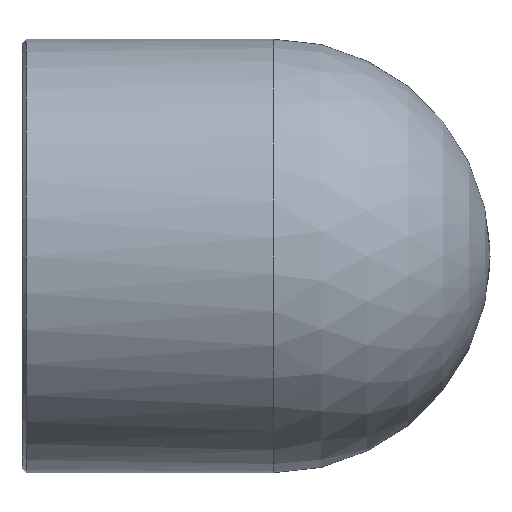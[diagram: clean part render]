
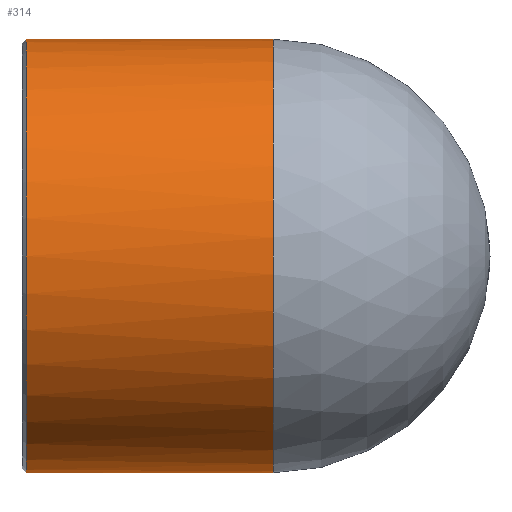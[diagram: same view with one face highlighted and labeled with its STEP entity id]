
A CAD part, left-side view. The second image highlights one B-rep face of the part: STEP entity #314.
In plain terms, the highlighted cylindrical face has radius 25.5 mm (diameter 51 mm), a full revolution.
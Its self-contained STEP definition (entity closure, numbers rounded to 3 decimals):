
#21=B_SPLINE_CURVE_WITH_KNOTS('',3,(#530,#531,#532,#533,#534,#535,#536),
 .UNSPECIFIED.,.F.,.F.,(4,1,1,1,4),(0.,0.628,1.256,
1.884,2.198),.UNSPECIFIED.);
#22=B_SPLINE_CURVE_WITH_KNOTS('',3,(#539,#540,#541,#542,#543,#544,#545),
 .UNSPECIFIED.,.F.,.F.,(4,1,1,1,4),(2.198,2.512,3.14,
3.769,4.397),.UNSPECIFIED.);
#35=CYLINDRICAL_SURFACE('',#366,25.5);
#50=FACE_OUTER_BOUND('',#72,.T.);
#72=EDGE_LOOP('',(#231,#232,#233,#234,#235,#236,#237));
#91=LINE('',#528,#101);
#101=VECTOR('',#434,25.5);
#115=CIRCLE('',#362,25.5);
#116=CIRCLE('',#363,25.5);
#118=CIRCLE('',#367,25.5);
#141=VERTEX_POINT('',#518);
#142=VERTEX_POINT('',#520);
#144=VERTEX_POINT('',#527);
#145=VERTEX_POINT('',#529);
#146=VERTEX_POINT('',#537);
#174=EDGE_CURVE('',#141,#142,#115,.T.);
#175=EDGE_CURVE('',#142,#141,#116,.T.);
#177=EDGE_CURVE('',#142,#144,#91,.T.);
#178=EDGE_CURVE('',#145,#144,#21,.T.);
#179=EDGE_CURVE('',#145,#146,#118,.T.);
#180=EDGE_CURVE('',#144,#146,#22,.T.);
#231=ORIENTED_EDGE('',*,*,#174,.F.);
#232=ORIENTED_EDGE('',*,*,#175,.F.);
#233=ORIENTED_EDGE('',*,*,#177,.T.);
#234=ORIENTED_EDGE('',*,*,#178,.F.);
#235=ORIENTED_EDGE('',*,*,#179,.T.);
#236=ORIENTED_EDGE('',*,*,#180,.F.);
#237=ORIENTED_EDGE('',*,*,#177,.F.);
#314=ADVANCED_FACE('',(#50),#35,.T.);
#362=AXIS2_PLACEMENT_3D('',#521,#424,#425);
#363=AXIS2_PLACEMENT_3D('',#522,#426,#427);
#366=AXIS2_PLACEMENT_3D('',#526,#432,#433);
#367=AXIS2_PLACEMENT_3D('',#538,#435,#436);
#424=DIRECTION('center_axis',(0.,1.,0.));
#425=DIRECTION('ref_axis',(1.,0.,0.));
#426=DIRECTION('center_axis',(0.,1.,0.));
#427=DIRECTION('ref_axis',(1.,0.,0.));
#432=DIRECTION('center_axis',(0.,1.,0.));
#433=DIRECTION('ref_axis',(-1.,0.,0.));
#434=DIRECTION('',(0.,-1.,0.));
#435=DIRECTION('center_axis',(0.,1.,0.));
#436=DIRECTION('ref_axis',(1.,0.,0.));
#518=CARTESIAN_POINT('',(-25.5,37.5,0.));
#520=CARTESIAN_POINT('',(25.5,37.5,0.));
#521=CARTESIAN_POINT('Origin',(0.,37.5,0.));
#522=CARTESIAN_POINT('Origin',(0.,37.5,0.));
#526=CARTESIAN_POINT('Origin',(0.,23.25,0.));
#527=CARTESIAN_POINT('',(25.499,18.999,-0.001));
#528=CARTESIAN_POINT('',(25.5,23.25,0.));
#529=CARTESIAN_POINT('',(20.049,8.5,-15.757));
#530=CARTESIAN_POINT('Ctrl Pts',(20.049,8.5,-15.757));
#531=CARTESIAN_POINT('Ctrl Pts',(20.693,10.266,-14.937));
#532=CARTESIAN_POINT('Ctrl Pts',(22.183,13.451,-12.829));
#533=CARTESIAN_POINT('Ctrl Pts',(24.254,17.04,-8.437));
#534=CARTESIAN_POINT('Ctrl Pts',(25.337,18.744,-3.886));
#535=CARTESIAN_POINT('Ctrl Pts',(25.499,18.999,-0.972));
#536=CARTESIAN_POINT('Ctrl Pts',(25.499,18.998,-0.001));
#537=CARTESIAN_POINT('',(20.049,8.5,15.757));
#538=CARTESIAN_POINT('Origin',(0.,8.5,0.));
#539=CARTESIAN_POINT('Ctrl Pts',(25.499,18.998,0.));
#540=CARTESIAN_POINT('Ctrl Pts',(25.498,18.998,0.971));
#541=CARTESIAN_POINT('Ctrl Pts',(25.335,18.742,3.885));
#542=CARTESIAN_POINT('Ctrl Pts',(24.255,17.041,8.438));
#543=CARTESIAN_POINT('Ctrl Pts',(22.183,13.451,12.828));
#544=CARTESIAN_POINT('Ctrl Pts',(20.693,10.266,14.937));
#545=CARTESIAN_POINT('Ctrl Pts',(20.049,8.5,15.757));
